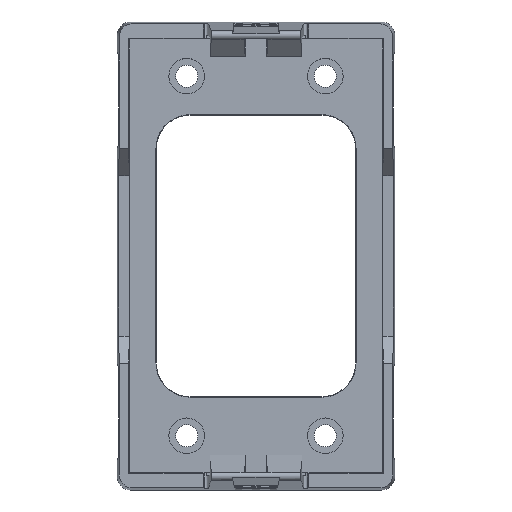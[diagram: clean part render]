
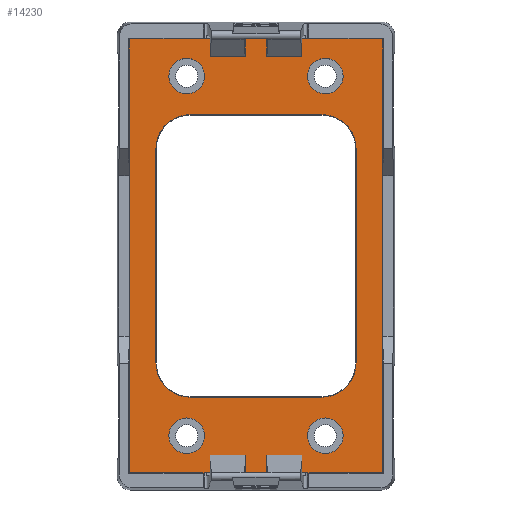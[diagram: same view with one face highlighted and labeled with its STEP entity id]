
A CAD part, top view. The second image highlights one B-rep face of the part: STEP entity #14230.
In plain terms, the highlighted planar face has unit normal (0, 0, 1).
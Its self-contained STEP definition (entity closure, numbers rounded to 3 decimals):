
#7170=CARTESIAN_POINT('',(-60.065,0.,14.));
#7180=DIRECTION('',(0.,1.,0.));
#7190=VECTOR('',#7180,1.);
#7200=LINE('',#7170,#7190);
#7210=CARTESIAN_POINT('',(-60.065,-12.,14.));
#7220=VERTEX_POINT('',#7210);
#7230=CARTESIAN_POINT('',(-60.065,12.,14.));
#7240=VERTEX_POINT('',#7230);
#7250=EDGE_CURVE('',#7220,#7240,#7200,.T.);
#8740=CARTESIAN_POINT('',(-60.065,0.,14.));
#8750=DIRECTION('',(0.,-1.,0.));
#8760=VECTOR('',#8750,1.);
#8770=LINE('',#8740,#8760);
#8780=CARTESIAN_POINT('',(-60.065,-29.265,14.));
#8790=VERTEX_POINT('',#8780);
#8800=EDGE_CURVE('',#7220,#8790,#8770,.T.);
#11910=CARTESIAN_POINT('',(-29.743,-29.265,14.));
#11920=VERTEX_POINT('',#11910);
#11970=CARTESIAN_POINT('',(-47.304,-29.265,14.));
#11980=DIRECTION('',(-1.,0.,0.));
#11990=VECTOR('',#11980,1.);
#12000=LINE('',#11970,#11990);
#12010=EDGE_CURVE('',#11920,#8790,#12000,.T.);
#12130=CARTESIAN_POINT('',(-10.,26.125,14.));
#12140=DIRECTION('',(0.,0.,1.));
#12150=DIRECTION('',(1.,0.,0.));
#12160=AXIS2_PLACEMENT_3D('',#12130,#12140,#12150);
#12170=PLANE('',#12160);
#12180=CARTESIAN_POINT('',(-34.703,15.203,14.));
#12190=DIRECTION('',(0.,0.,1.));
#12200=DIRECTION('',(1.,0.,0.));
#12210=AXIS2_PLACEMENT_3D('',#12180,#12190,#12200);
#12220=CIRCLE('',#12210,7.897);
#12230=CARTESIAN_POINT('',(-34.703,23.1,14.));
#12240=VERTEX_POINT('',#12230);
#12250=CARTESIAN_POINT('',(-42.6,15.203,14.));
#12260=VERTEX_POINT('',#12250);
#12270=EDGE_CURVE('',#12240,#12260,#12220,.T.);
#12280=ORIENTED_EDGE('',*,*,#12270,.F.);
#12290=CARTESIAN_POINT('',(-42.6,0.,14.));
#12300=DIRECTION('',(0.,-1.,0.));
#12310=VECTOR('',#12300,1.);
#12320=LINE('',#12290,#12310);
#12330=CARTESIAN_POINT('',(-42.6,-15.203,14.));
#12340=VERTEX_POINT('',#12330);
#12350=EDGE_CURVE('',#12260,#12340,#12320,.T.);
#12360=ORIENTED_EDGE('',*,*,#12350,.F.);
#12370=CARTESIAN_POINT('',(-34.703,-15.203,14.));
#12380=DIRECTION('',(0.,0.,1.));
#12390=DIRECTION('',(1.,0.,0.));
#12400=AXIS2_PLACEMENT_3D('',#12370,#12380,#12390);
#12410=CIRCLE('',#12400,7.897);
#12420=CARTESIAN_POINT('',(-34.703,-23.1,14.));
#12430=VERTEX_POINT('',#12420);
#12440=EDGE_CURVE('',#12340,#12430,#12410,.T.);
#12450=ORIENTED_EDGE('',*,*,#12440,.F.);
#12460=CARTESIAN_POINT('',(0.,-23.1,14.));
#12470=DIRECTION('',(1.,0.,0.));
#12480=VECTOR('',#12470,1.);
#12490=LINE('',#12460,#12480);
#12500=CARTESIAN_POINT('',(14.703,-23.1,14.));
#12510=VERTEX_POINT('',#12500);
#12520=EDGE_CURVE('',#12430,#12510,#12490,.T.);
#12530=ORIENTED_EDGE('',*,*,#12520,.F.);
#12540=CARTESIAN_POINT('',(14.703,-15.203,14.));
#12550=DIRECTION('',(0.,0.,1.));
#12560=DIRECTION('',(1.,0.,0.));
#12570=AXIS2_PLACEMENT_3D('',#12540,#12550,#12560);
#12580=CIRCLE('',#12570,7.897);
#12590=CARTESIAN_POINT('',(22.6,-15.203,14.));
#12600=VERTEX_POINT('',#12590);
#12610=EDGE_CURVE('',#12510,#12600,#12580,.T.);
#12620=ORIENTED_EDGE('',*,*,#12610,.F.);
#12630=CARTESIAN_POINT('',(22.6,0.,14.));
#12640=DIRECTION('',(0.,1.,0.));
#12650=VECTOR('',#12640,1.);
#12660=LINE('',#12630,#12650);
#12670=CARTESIAN_POINT('',(22.6,15.203,14.));
#12680=VERTEX_POINT('',#12670);
#12690=EDGE_CURVE('',#12600,#12680,#12660,.T.);
#12700=ORIENTED_EDGE('',*,*,#12690,.F.);
#12710=CARTESIAN_POINT('',(14.703,15.203,14.));
#12720=DIRECTION('',(0.,0.,1.));
#12730=DIRECTION('',(1.,0.,0.));
#12740=AXIS2_PLACEMENT_3D('',#12710,#12720,#12730);
#12750=CIRCLE('',#12740,7.897);
#12760=CARTESIAN_POINT('',(14.703,23.1,14.));
#12770=VERTEX_POINT('',#12760);
#12780=EDGE_CURVE('',#12680,#12770,#12750,.T.);
#12790=ORIENTED_EDGE('',*,*,#12780,.F.);
#12800=CARTESIAN_POINT('',(0.,23.1,14.));
#12810=DIRECTION('',(-1.,0.,0.));
#12820=VECTOR('',#12810,1.);
#12830=LINE('',#12800,#12820);
#12840=EDGE_CURVE('',#12770,#12240,#12830,.T.);
#12850=ORIENTED_EDGE('',*,*,#12840,.F.);
#12860=EDGE_LOOP('',(#12850,#12790,#12700,#12620,#12530,#12450,#12360,
#12280));
#12870=FACE_BOUND('',#12860,.T.);
#12880=CARTESIAN_POINT('',(31.5,16.,14.));
#12890=DIRECTION('',(0.,0.,1.));
#12900=DIRECTION('',(0.,1.,0.));
#12910=AXIS2_PLACEMENT_3D('',#12880,#12890,#12900);
#12920=CIRCLE('',#12910,4.1);
#12930=CARTESIAN_POINT('',(31.5,20.1,14.));
#12940=VERTEX_POINT('',#12930);
#12950=CARTESIAN_POINT('',(31.5,11.9,14.));
#12960=VERTEX_POINT('',#12950);
#12970=EDGE_CURVE('',#12940,#12960,#12920,.T.);
#12980=ORIENTED_EDGE('',*,*,#12970,.F.);
#12990=EDGE_CURVE('',#12960,#12940,#12920,.T.);
#13000=ORIENTED_EDGE('',*,*,#12990,.F.);
#13010=EDGE_LOOP('',(#13000,#12980));
#13020=FACE_BOUND('',#13010,.T.);
#13030=CARTESIAN_POINT('',(-51.5,-16.,14.));
#13040=DIRECTION('',(0.,0.,1.));
#13050=DIRECTION('',(0.,-1.,0.));
#13060=AXIS2_PLACEMENT_3D('',#13030,#13040,#13050);
#13070=CIRCLE('',#13060,4.1);
#13080=CARTESIAN_POINT('',(-51.5,-20.1,14.));
#13090=VERTEX_POINT('',#13080);
#13100=CARTESIAN_POINT('',(-51.5,-11.9,14.));
#13110=VERTEX_POINT('',#13100);
#13120=EDGE_CURVE('',#13090,#13110,#13070,.T.);
#13130=ORIENTED_EDGE('',*,*,#13120,.F.);
#13140=EDGE_CURVE('',#13110,#13090,#13070,.T.);
#13150=ORIENTED_EDGE('',*,*,#13140,.F.);
#13160=EDGE_LOOP('',(#13150,#13130));
#13170=FACE_BOUND('',#13160,.T.);
#13180=CARTESIAN_POINT('',(-51.5,16.,14.));
#13190=DIRECTION('',(0.,0.,1.));
#13200=DIRECTION('',(0.,-1.,0.));
#13210=AXIS2_PLACEMENT_3D('',#13180,#13190,#13200);
#13220=CIRCLE('',#13210,4.1);
#13230=CARTESIAN_POINT('',(-51.5,11.9,14.));
#13240=VERTEX_POINT('',#13230);
#13250=CARTESIAN_POINT('',(-51.5,20.1,14.));
#13260=VERTEX_POINT('',#13250);
#13270=EDGE_CURVE('',#13240,#13260,#13220,.T.);
#13280=ORIENTED_EDGE('',*,*,#13270,.F.);
#13290=EDGE_CURVE('',#13260,#13240,#13220,.T.);
#13300=ORIENTED_EDGE('',*,*,#13290,.F.);
#13310=EDGE_LOOP('',(#13300,#13280));
#13320=FACE_BOUND('',#13310,.T.);
#13330=CARTESIAN_POINT('',(31.5,-16.,14.));
#13340=DIRECTION('',(0.,0.,1.));
#13350=DIRECTION('',(0.,1.,0.));
#13360=AXIS2_PLACEMENT_3D('',#13330,#13340,#13350);
#13370=CIRCLE('',#13360,4.1);
#13380=CARTESIAN_POINT('',(31.5,-11.9,14.));
#13390=VERTEX_POINT('',#13380);
#13400=CARTESIAN_POINT('',(31.5,-20.1,14.));
#13410=VERTEX_POINT('',#13400);
#13420=EDGE_CURVE('',#13390,#13410,#13370,.T.);
#13430=ORIENTED_EDGE('',*,*,#13420,.F.);
#13440=EDGE_CURVE('',#13410,#13390,#13370,.T.);
#13450=ORIENTED_EDGE('',*,*,#13440,.F.);
#13460=EDGE_LOOP('',(#13450,#13430));
#13470=FACE_BOUND('',#13460,.T.);
#13480=CARTESIAN_POINT('',(27.304,29.265,14.));
#13490=DIRECTION('',(1.,0.,0.));
#13500=VECTOR('',#13490,1.);
#13510=LINE('',#13480,#13500);
#13520=CARTESIAN_POINT('',(9.743,29.265,14.));
#13530=VERTEX_POINT('',#13520);
#13540=CARTESIAN_POINT('',(40.065,29.265,14.));
#13550=VERTEX_POINT('',#13540);
#13560=EDGE_CURVE('',#13530,#13550,#13510,.T.);
#13570=ORIENTED_EDGE('',*,*,#13560,.F.);
#13580=CARTESIAN_POINT('',(40.065,0.,14.));
#13590=DIRECTION('',(0.,1.,0.));
#13600=VECTOR('',#13590,1.);
#13610=LINE('',#13580,#13600);
#13620=CARTESIAN_POINT('',(40.065,12.,14.));
#13630=VERTEX_POINT('',#13620);
#13640=EDGE_CURVE('',#13630,#13550,#13610,.T.);
#13650=ORIENTED_EDGE('',*,*,#13640,.T.);
#13660=CARTESIAN_POINT('',(40.065,0.,14.));
#13670=DIRECTION('',(0.,-1.,0.));
#13680=VECTOR('',#13670,1.);
#13690=LINE('',#13660,#13680);
#13700=CARTESIAN_POINT('',(40.065,-12.,14.));
#13710=VERTEX_POINT('',#13700);
#13720=EDGE_CURVE('',#13630,#13710,#13690,.T.);
#13730=ORIENTED_EDGE('',*,*,#13720,.F.);
#13740=CARTESIAN_POINT('',(40.065,0.,14.));
#13750=DIRECTION('',(0.,1.,0.));
#13760=VECTOR('',#13750,1.);
#13770=LINE('',#13740,#13760);
#13780=CARTESIAN_POINT('',(40.065,-29.265,14.));
#13790=VERTEX_POINT('',#13780);
#13800=EDGE_CURVE('',#13790,#13710,#13770,.T.);
#13810=ORIENTED_EDGE('',*,*,#13800,.T.);
#13820=CARTESIAN_POINT('',(27.304,-29.265,14.));
#13830=DIRECTION('',(1.,0.,0.));
#13840=VECTOR('',#13830,1.);
#13850=LINE('',#13820,#13840);
#13860=CARTESIAN_POINT('',(9.743,-29.265,14.));
#13870=VERTEX_POINT('',#13860);
#13880=EDGE_CURVE('',#13870,#13790,#13850,.T.);
#13890=ORIENTED_EDGE('',*,*,#13880,.T.);
#13900=CARTESIAN_POINT('',(-47.304,-29.265,14.));
#13910=DIRECTION('',(1.,0.,0.));
#13920=VECTOR('',#13910,1.);
#13930=LINE('',#13900,#13920);
#13940=EDGE_CURVE('',#11920,#13870,#13930,.T.);
#13950=ORIENTED_EDGE('',*,*,#13940,.T.);
#13960=ORIENTED_EDGE('',*,*,#12010,.F.);
#13970=ORIENTED_EDGE('',*,*,#8800,.T.);
#13980=ORIENTED_EDGE('',*,*,#7250,.F.);
#13990=CARTESIAN_POINT('',(-60.065,0.,14.));
#14000=DIRECTION('',(0.,-1.,0.));
#14010=VECTOR('',#14000,1.);
#14020=LINE('',#13990,#14010);
#14030=CARTESIAN_POINT('',(-60.065,29.265,14.));
#14040=VERTEX_POINT('',#14030);
#14050=EDGE_CURVE('',#14040,#7240,#14020,.T.);
#14060=ORIENTED_EDGE('',*,*,#14050,.T.);
#14070=CARTESIAN_POINT('',(-47.304,29.265,14.));
#14080=DIRECTION('',(-1.,0.,0.));
#14090=VECTOR('',#14080,1.);
#14100=LINE('',#14070,#14090);
#14110=CARTESIAN_POINT('',(-29.743,29.265,14.));
#14120=VERTEX_POINT('',#14110);
#14130=EDGE_CURVE('',#14120,#14040,#14100,.T.);
#14140=ORIENTED_EDGE('',*,*,#14130,.T.);
#14150=CARTESIAN_POINT('',(-47.304,29.265,14.));
#14160=DIRECTION('',(1.,0.,0.));
#14170=VECTOR('',#14160,1.);
#14180=LINE('',#14150,#14170);
#14190=EDGE_CURVE('',#14120,#13530,#14180,.T.);
#14200=ORIENTED_EDGE('',*,*,#14190,.F.);
#14210=EDGE_LOOP('',(#14200,#14140,#14060,#13980,#13970,#13960,#13950,
#13890,#13810,#13730,#13650,#13570));
#14220=FACE_OUTER_BOUND('',#14210,.T.);
#14230=ADVANCED_FACE('',(#12870,#13020,#13170,#13320,#13470,#14220),
#12170,.T.);
